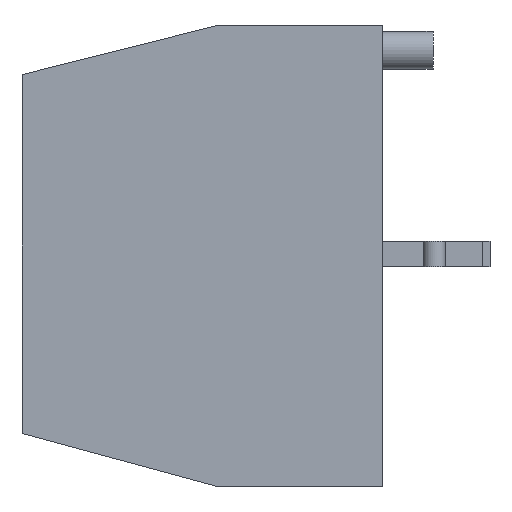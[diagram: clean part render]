
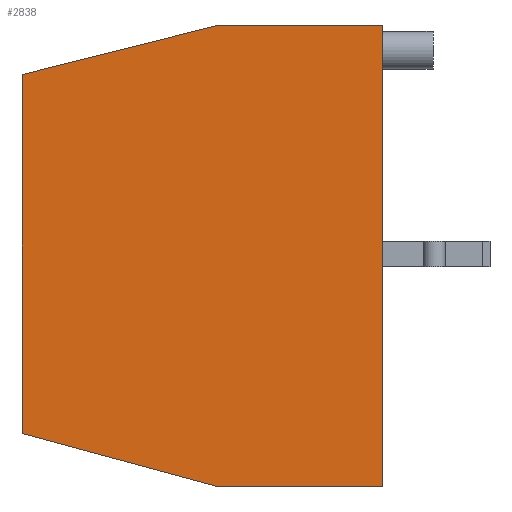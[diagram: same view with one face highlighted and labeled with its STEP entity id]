
A CAD part, left-side view. The second image highlights one B-rep face of the part: STEP entity #2838.
In plain terms, the highlighted planar face has unit normal (-1, 0, 0).
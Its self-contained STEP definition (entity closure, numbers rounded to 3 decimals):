
#243=FACE_OUTER_BOUND('',#397,.T.);
#397=EDGE_LOOP('',(#2283,#2284,#2285,#2286,#2287,#2288));
#479=LINE('',#3914,#811);
#493=LINE('',#3943,#825);
#627=LINE('',#4457,#959);
#630=LINE('',#4464,#962);
#643=LINE('',#4488,#975);
#670=LINE('',#4552,#1002);
#811=VECTOR('',#3148,10.);
#825=VECTOR('',#3172,10.);
#959=VECTOR('',#3494,10.);
#962=VECTOR('',#3501,10.);
#975=VECTOR('',#3530,10.);
#1002=VECTOR('',#3603,10.);
#1139=VERTEX_POINT('',#3911);
#1140=VERTEX_POINT('',#3913);
#1149=VERTEX_POINT('',#3940);
#1150=VERTEX_POINT('',#3942);
#1278=VERTEX_POINT('',#4455);
#1280=VERTEX_POINT('',#4463);
#1408=EDGE_CURVE('',#1140,#1139,#479,.T.);
#1422=EDGE_CURVE('',#1149,#1150,#493,.T.);
#1609=EDGE_CURVE('',#1139,#1278,#627,.T.);
#1612=EDGE_CURVE('',#1280,#1150,#630,.T.);
#1625=EDGE_CURVE('',#1280,#1278,#643,.T.);
#1657=EDGE_CURVE('',#1140,#1149,#670,.T.);
#2283=ORIENTED_EDGE('',*,*,#1609,.T.);
#2284=ORIENTED_EDGE('',*,*,#1625,.F.);
#2285=ORIENTED_EDGE('',*,*,#1612,.T.);
#2286=ORIENTED_EDGE('',*,*,#1422,.F.);
#2287=ORIENTED_EDGE('',*,*,#1657,.F.);
#2288=ORIENTED_EDGE('',*,*,#1408,.T.);
#2700=PLANE('',#3044);
#2838=ADVANCED_FACE('',(#243),#2700,.T.);
#3044=AXIS2_PLACEMENT_3D('',#4551,#3601,#3602);
#3148=DIRECTION('',(0.,1.,0.));
#3172=DIRECTION('',(0.,1.,0.));
#3494=DIRECTION('',(0.,0.97,-0.244));
#3501=DIRECTION('',(0.,-0.965,-0.262));
#3530=DIRECTION('',(0.,0.,1.));
#3601=DIRECTION('center_axis',(-1.,0.,0.));
#3602=DIRECTION('ref_axis',(0.,0.,1.));
#3603=DIRECTION('',(0.,0.,-1.));
#3911=CARTESIAN_POINT('',(0.,6.5,18.25));
#3913=CARTESIAN_POINT('',(0.,0.,18.25));
#3914=CARTESIAN_POINT('',(0.,0.,18.25));
#3940=CARTESIAN_POINT('',(0.,0.,0.));
#3942=CARTESIAN_POINT('',(0.,6.5,0.));
#3943=CARTESIAN_POINT('',(0.,0.,0.));
#4455=CARTESIAN_POINT('',(0.,14.25,16.299));
#4457=CARTESIAN_POINT('',(0.,9.479,17.5));
#4463=CARTESIAN_POINT('',(0.,14.25,2.108));
#4464=CARTESIAN_POINT('',(0.,3.474,-0.823));
#4488=CARTESIAN_POINT('',(0.,14.25,18.25));
#4551=CARTESIAN_POINT('Origin',(0.,0.,0.));
#4552=CARTESIAN_POINT('',(0.,0.,18.25));
